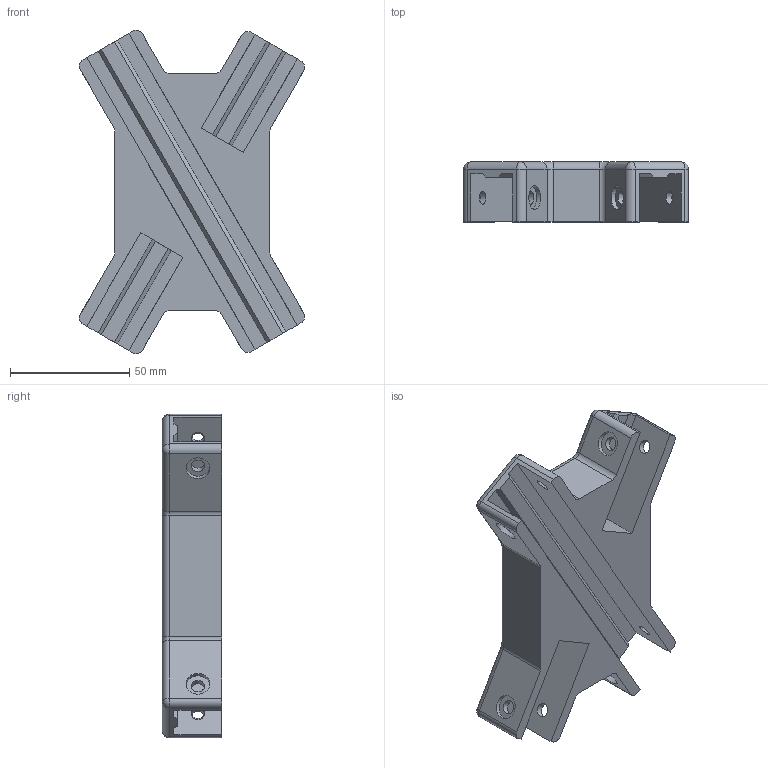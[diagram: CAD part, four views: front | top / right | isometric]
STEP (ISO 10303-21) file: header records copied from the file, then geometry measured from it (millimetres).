
FILE_DESCRIPTION(/* description */ (''),/* implementation_level */ '2;1');
FILE_NAME(/* name */ 'Step''s/1-cross brace center part 1 v5.step',/* time_stamp */ '2019-10-20T16:53:36-04:00',/* author */ (''),/* organization */ (''),/* preprocessor_version */ 'ST-DEVELOPER v18',/* originating_system */ 'Autodesk Translation Framework v8.6.0.1094',/* authorisation */ '');
FILE_SCHEMA (('AUTOMOTIVE_DESIGN { 1 0 10303 214 3 1 1 }'));
Length unit declared in the file: millimetre
Products named in the file (1): 1-cross brace center part 1
Bounding box: 94.3 x 25 x 135.43 mm (x, y, z)
Volume: 121484.6 mm3; surface area: 37833.4 mm2
Topology: 1 solids, 2 shells, 121 faces, 299 edges, 190 vertices
Faces by surface type: plane 57, cylinder 48, torus 8, sphere 8
Full cylindrical faces by diameter (mm): 5.5 x8, 10 x8
Entity records: 3655 total; most frequent: DIRECTION 659, CARTESIAN_POINT 611, ORIENTED_EDGE 598, EDGE_CURVE 299, AXIS2_PLACEMENT_3D 238, VERTEX_POINT 190, LINE 183, VECTOR 183
